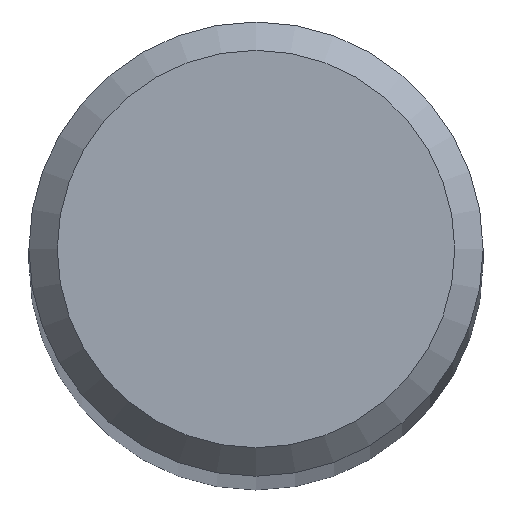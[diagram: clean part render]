
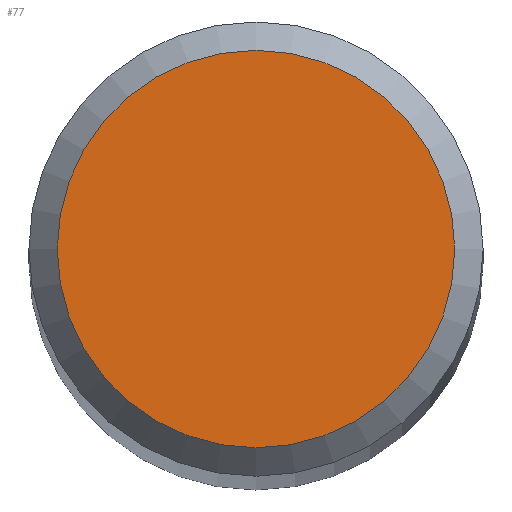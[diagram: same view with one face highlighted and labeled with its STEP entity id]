
A CAD part, top view. The second image highlights one B-rep face of the part: STEP entity #77.
In plain terms, the highlighted planar face has unit normal (0, 0, 1).
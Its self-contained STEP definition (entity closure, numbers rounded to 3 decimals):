
#15=PLANE('',#101);
#20=FACE_OUTER_BOUND('',#25,.T.);
#25=EDGE_LOOP('',(#66));
#36=CIRCLE('',#97,3.5);
#42=VERTEX_POINT('',#138);
#49=EDGE_CURVE('',#42,#42,#36,.T.);
#66=ORIENTED_EDGE('',*,*,#49,.F.);
#77=ADVANCED_FACE('',(#20),#15,.T.);
#97=AXIS2_PLACEMENT_3D('',#140,#114,#115);
#101=AXIS2_PLACEMENT_3D('',#147,#123,#124);
#114=DIRECTION('center_axis',(0.,0.,-1.));
#115=DIRECTION('ref_axis',(1.,0.,0.));
#123=DIRECTION('center_axis',(0.,0.,1.));
#124=DIRECTION('ref_axis',(1.,0.,0.));
#138=CARTESIAN_POINT('',(-3.5,0.,207.444));
#140=CARTESIAN_POINT('Origin',(0.,0.,207.444));
#147=CARTESIAN_POINT('Origin',(-4.,0.,207.444));
